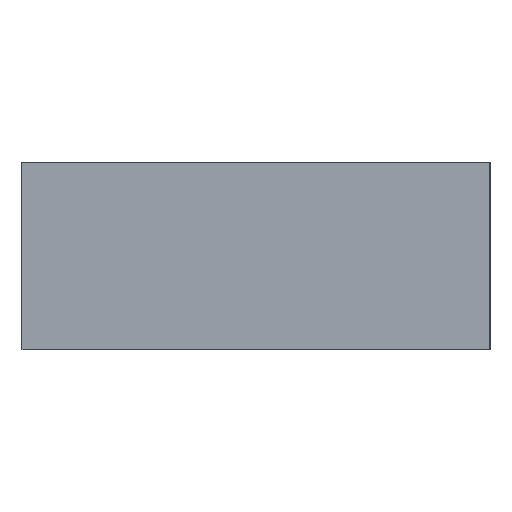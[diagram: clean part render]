
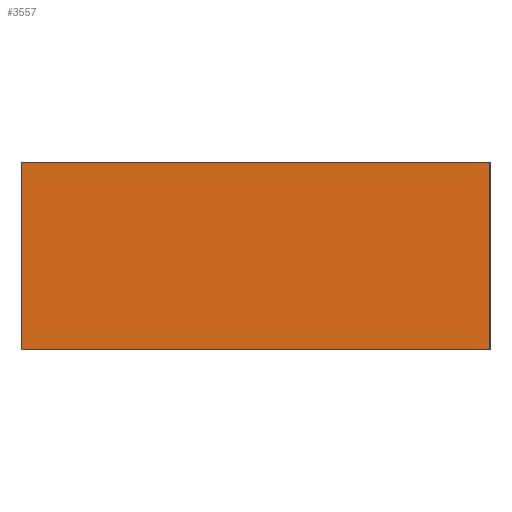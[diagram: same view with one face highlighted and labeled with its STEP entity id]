
A CAD part, left-side view. The second image highlights one B-rep face of the part: STEP entity #3557.
In plain terms, the highlighted planar face has unit normal (-1, 0, 0).
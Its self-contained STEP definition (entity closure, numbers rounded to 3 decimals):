
#3522 = VERTEX_POINT ( 'NONE', #17581 ) ;
#3550 = VERTEX_POINT ( 'NONE', #17657 ) ;
#3552 = EDGE_CURVE ( 'NONE', #3553, #3550, #17656, .T. ) ;
#3553 = VERTEX_POINT ( 'NONE', #17652 ) ;
#3557 = ADVANCED_FACE ( 'NONE', ( #17646 ), #17688, .T. ) ;
#3558 = EDGE_LOOP ( 'NONE', ( #3559, #3618, #3619, #3577 ) ) ;
#3559 = ORIENTED_EDGE ( 'NONE', *, *, #3560, .F. ) ;
#3560 = EDGE_CURVE ( 'NONE', #3625, #3550, #17687, .T. ) ;
#3577 = ORIENTED_EDGE ( 'NONE', *, *, #3552, .T. ) ;
#3616 = EDGE_CURVE ( 'NONE', #3522, #3625, #17843, .T. ) ;
#3618 = ORIENTED_EDGE ( 'NONE', *, *, #3616, .F. ) ;
#3619 = ORIENTED_EDGE ( 'NONE', *, *, #3620, .T. ) ;
#3620 = EDGE_CURVE ( 'NONE', #3522, #3553, #17839, .T. ) ;
#3625 = VERTEX_POINT ( 'NONE', #17826 ) ;
#17581 = CARTESIAN_POINT ( 'NONE',  ( -3.5, -2.5, 1. ) ) ;
#17646 = FACE_OUTER_BOUND ( 'NONE', #3558, .T. ) ;
#17652 = CARTESIAN_POINT ( 'NONE',  ( -3.5, 2.5, 1. ) ) ;
#17653 = DIRECTION ( 'NONE',  ( 0., 0., -1. ) ) ;
#17654 = VECTOR ( 'NONE', #17653, 1000. ) ;
#17655 = CARTESIAN_POINT ( 'NONE',  ( -3.5, 2.5, 1. ) ) ;
#17656 = LINE ( 'NONE', #17655, #17654 ) ;
#17657 = CARTESIAN_POINT ( 'NONE',  ( -3.5, 2.5, -1. ) ) ;
#17680 = DIRECTION ( 'NONE',  ( 0., 1., 0. ) ) ;
#17681 = VECTOR ( 'NONE', #17680, 1000. ) ;
#17682 = CARTESIAN_POINT ( 'NONE',  ( -3.5, -26.872, -1. ) ) ;
#17683 = DIRECTION ( 'NONE',  ( 0., 0., 1. ) ) ;
#17684 = DIRECTION ( 'NONE',  ( -1., 0., 0. ) ) ;
#17685 = CARTESIAN_POINT ( 'NONE',  ( -3.5, -26.872, 1. ) ) ;
#17686 = AXIS2_PLACEMENT_3D ( 'NONE', #17685, #17684, #17683 ) ;
#17687 = LINE ( 'NONE', #17682, #17681 ) ;
#17688 = PLANE ( 'NONE',  #17686 ) ;
#17826 = CARTESIAN_POINT ( 'NONE',  ( -3.5, -2.5, -1. ) ) ;
#17836 = DIRECTION ( 'NONE',  ( 0., 1., 0. ) ) ;
#17837 = VECTOR ( 'NONE', #17836, 1000. ) ;
#17838 = CARTESIAN_POINT ( 'NONE',  ( -3.5, -26.872, 1. ) ) ;
#17839 = LINE ( 'NONE', #17838, #17837 ) ;
#17840 = DIRECTION ( 'NONE',  ( 0., 0., -1. ) ) ;
#17841 = VECTOR ( 'NONE', #17840, 1000. ) ;
#17842 = CARTESIAN_POINT ( 'NONE',  ( -3.5, -2.5, 1. ) ) ;
#17843 = LINE ( 'NONE', #17842, #17841 ) ;
